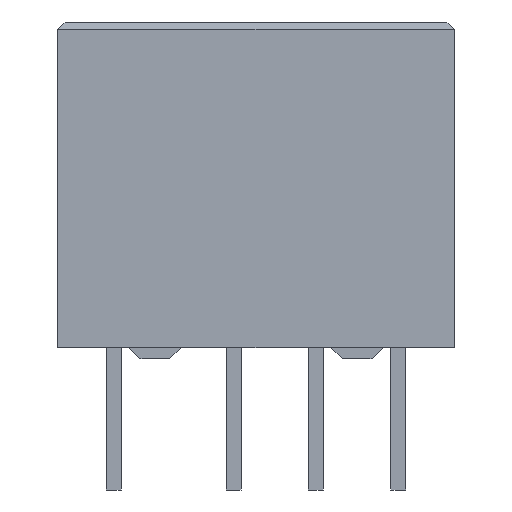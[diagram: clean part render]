
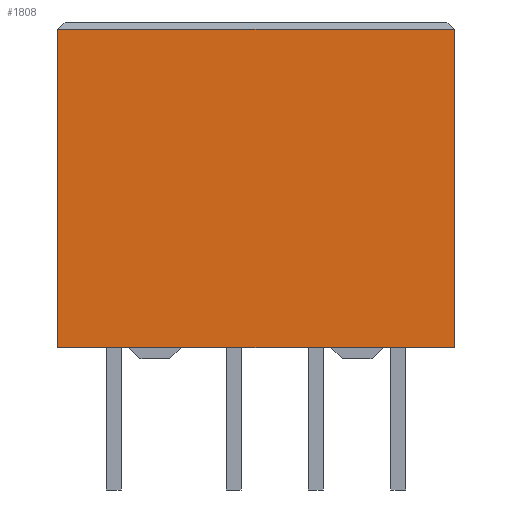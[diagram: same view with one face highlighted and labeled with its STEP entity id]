
A CAD part, front view. The second image highlights one B-rep face of the part: STEP entity #1808.
In plain terms, the highlighted planar face has unit normal (0, -1, 0).
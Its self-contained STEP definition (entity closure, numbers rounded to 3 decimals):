
#8 = CARTESIAN_POINT ( 'NONE',  ( -5.3, -2.85, 8.7 ) ) ;
#116 = CARTESIAN_POINT ( 'NONE',  ( -5.3, -2.85, 0. ) ) ;
#604 = LINE ( 'NONE', #10844, #5786 ) ;
#1188 = CARTESIAN_POINT ( 'NONE',  ( 5.3, -2.85, 0. ) ) ;
#1808 = ADVANCED_FACE ( 'NONE', ( #10354 ), #13060, .F. ) ;
#2224 = EDGE_LOOP ( 'NONE', ( #14603, #3175, #2486, #16288 ) ) ;
#2270 = CARTESIAN_POINT ( 'NONE',  ( 5.3, -2.85, 8.5 ) ) ;
#2486 = ORIENTED_EDGE ( 'NONE', *, *, #15695, .T. ) ;
#3010 = EDGE_CURVE ( 'NONE', #5495, #6867, #6596, .T. ) ;
#3175 = ORIENTED_EDGE ( 'NONE', *, *, #13414, .T. ) ;
#3258 = CARTESIAN_POINT ( 'NONE',  ( 5.3, -2.85, 8.7 ) ) ;
#4611 = VECTOR ( 'NONE', #8477, 1000. ) ;
#5495 = VERTEX_POINT ( 'NONE', #13120 ) ;
#5786 = VECTOR ( 'NONE', #9633, 1000. ) ;
#6596 = LINE ( 'NONE', #116, #16099 ) ;
#6867 = VERTEX_POINT ( 'NONE', #1188 ) ;
#6944 = DIRECTION ( 'NONE',  ( 1., 0., 0. ) ) ;
#7527 = VERTEX_POINT ( 'NONE', #10588 ) ;
#8363 = EDGE_CURVE ( 'NONE', #11888, #6867, #13142, .T. ) ;
#8477 = DIRECTION ( 'NONE',  ( 0., 0., -1. ) ) ;
#8803 = DIRECTION ( 'NONE',  ( 0., 0., -1. ) ) ;
#8894 = LINE ( 'NONE', #8, #9867 ) ;
#8931 = CARTESIAN_POINT ( 'NONE',  ( -5.3, -2.85, 8.7 ) ) ;
#9096 = DIRECTION ( 'NONE',  ( 0., 1., 0. ) ) ;
#9633 = DIRECTION ( 'NONE',  ( -1., 0., 0. ) ) ;
#9867 = VECTOR ( 'NONE', #8803, 1000. ) ;
#10354 = FACE_OUTER_BOUND ( 'NONE', #2224, .T. ) ;
#10588 = CARTESIAN_POINT ( 'NONE',  ( -5.3, -2.85, 8.5 ) ) ;
#10844 = CARTESIAN_POINT ( 'NONE',  ( -5.3, -2.85, 8.5 ) ) ;
#11888 = VERTEX_POINT ( 'NONE', #2270 ) ;
#13060 = PLANE ( 'NONE',  #16234 ) ;
#13120 = CARTESIAN_POINT ( 'NONE',  ( -5.3, -2.85, 0. ) ) ;
#13142 = LINE ( 'NONE', #3258, #4611 ) ;
#13414 = EDGE_CURVE ( 'NONE', #11888, #7527, #604, .T. ) ;
#14407 = DIRECTION ( 'NONE',  ( 0., 0., 1. ) ) ;
#14603 = ORIENTED_EDGE ( 'NONE', *, *, #8363, .F. ) ;
#15695 = EDGE_CURVE ( 'NONE', #7527, #5495, #8894, .T. ) ;
#16099 = VECTOR ( 'NONE', #6944, 1000. ) ;
#16234 = AXIS2_PLACEMENT_3D ( 'NONE', #8931, #9096, #14407 ) ;
#16288 = ORIENTED_EDGE ( 'NONE', *, *, #3010, .T. ) ;
